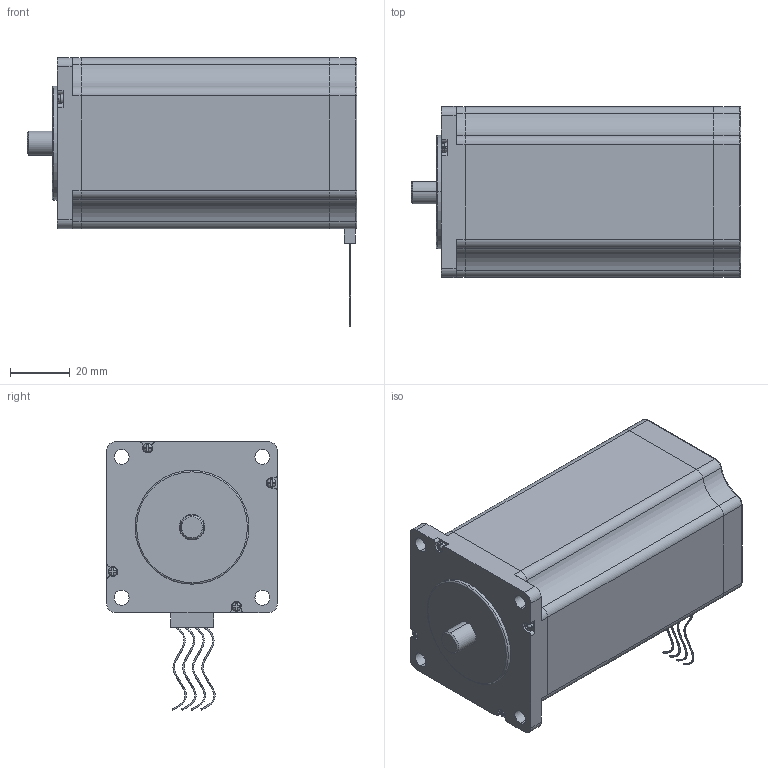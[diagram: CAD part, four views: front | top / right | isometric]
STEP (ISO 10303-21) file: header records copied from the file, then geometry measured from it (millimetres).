
FILE_DESCRIPTION (( 'STEP AP214' ), '1' );
FILE_NAME ('57HS10042A4XG.STEP', '2023-02-16T03:18:17', ( 'Windows 蚚誧' ), ( 'Organization' ), 'SwSTEP 2.0', 'SolidWorks 2021', '' );
FILE_SCHEMA (( 'AUTOMOTIVE_DESIGN' ));
Length unit declared in the file: millimetre
Products named in the file (1): 57HS10042A4XG
Bounding box: 110 x 57 x 89.55 mm (x, y, z)
Volume: 295755.4 mm3; surface area: 40245.2 mm2
Topology: 4 solids, 4 shells, 275 faces, 712 edges, 461 vertices
Faces by surface type: plane 122, cylinder 110, torus 24, cone 11, bspline 8
Entity records: 10255 total; most frequent: CARTESIAN_POINT 2967, DIRECTION 1433, ORIENTED_EDGE 1424, EDGE_CURVE 712, AXIS2_PLACEMENT_3D 559, VERTEX_POINT 461, VECTOR 315, LINE 315
